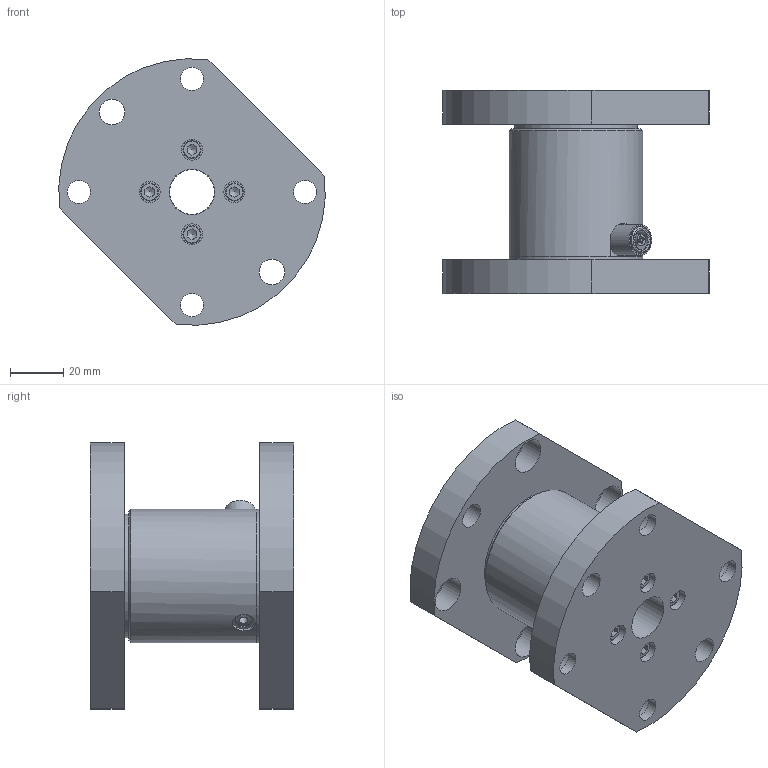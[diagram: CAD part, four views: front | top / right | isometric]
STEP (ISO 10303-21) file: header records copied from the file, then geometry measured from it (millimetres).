
FILE_DESCRIPTION(/* description */ (''),/* implementation_level */ '2;1');
FILE_NAME(/* name */ 'TFF425 STP Website 2.stp',/* time_stamp */ '2018-04-09T08:52:12-07:00',/* author */ ('javier'),/* organization */ (''),/* preprocessor_version */ 'ST-DEVELOPER v16.13',/* originating_system */ 'Autodesk Inventor 2018',/* authorisation */ '');
FILE_SCHEMA (('AUTOMOTIVE_DESIGN { 1 0 10303 214 3 1 1 }'));
Length unit declared in the file: inch
Products named in the file (1): TFF425 Assembly Part
Bounding box: 99.98 x 76.2 x 99.98 mm (x, y, z)
Volume: 240413.6 mm3; surface area: 67806.7 mm2
Topology: 1 solids, 25 shells, 350 faces, 795 edges, 529 vertices
Faces by surface type: plane 174, cylinder 127, cone 32, torus 17
Full cylindrical faces by diameter (mm): 0.8 x8, 1 x4, 1.1 x8, 1.45 x4, 3.302 x9, 4.166 x8, 4.5 x1, 4.572 x8, 6.35 x1, 6.858 x8, 7.874 x8, 7.9 x1, 8.357 x1, 8.636 x9, 9.544 x4, 9.75 x1, 10 x1, 13.462 x8, 16.777 x1, 16.993 x2, 19.012 x2, 19.05 x2, 46.33 x1, 46.99 x1, 47.003 x1, 50.165 x2
Entity records: 9237 total; most frequent: CARTESIAN_POINT 1747, DIRECTION 1501, ORIENTED_EDGE 1164, AXIS2_PLACEMENT_3D 643, EDGE_LOOP 594, EDGE_CURVE 582, VERTEX_POINT 462, FACE_OUTER_BOUND 350
